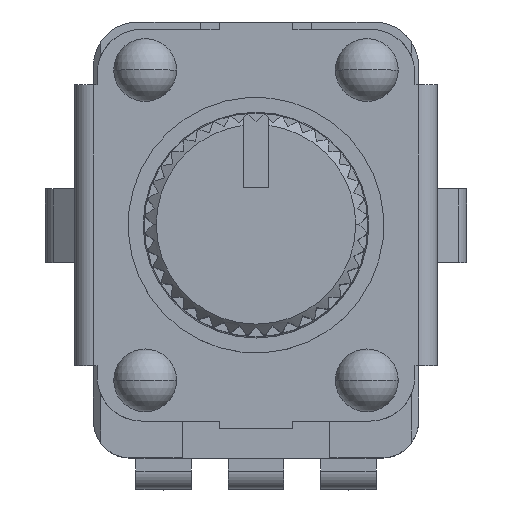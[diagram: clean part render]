
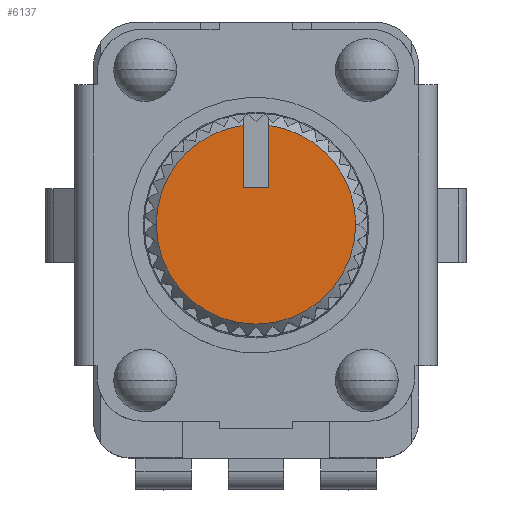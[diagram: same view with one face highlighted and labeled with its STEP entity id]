
A CAD part, top view. The second image highlights one B-rep face of the part: STEP entity #6137.
In plain terms, the highlighted face is planar.
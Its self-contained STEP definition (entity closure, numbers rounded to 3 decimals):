
#211 = ORIENTED_EDGE ( 'NONE', *, *, #15399, .F. ) ;
#243 = CARTESIAN_POINT ( 'NONE',  ( 0.35, 3.556, -13.5 ) ) ;
#395 = CARTESIAN_POINT ( 'NONE',  ( -0.35, 1., -13.5 ) ) ;
#655 = VERTEX_POINT ( 'NONE', #6464 ) ;
#802 = DIRECTION ( 'NONE',  ( -1., 0., 0. ) ) ;
#1688 = VECTOR ( 'NONE', #13829, 1000. ) ;
#2575 = CARTESIAN_POINT ( 'NONE',  ( 0., 0., -13.5 ) ) ;
#2619 = VECTOR ( 'NONE', #15529, 1000. ) ;
#2731 = CARTESIAN_POINT ( 'NONE',  ( 0.35, 1., -13.5 ) ) ;
#2914 = DIRECTION ( 'NONE',  ( 0., 0., -1. ) ) ;
#3303 = ORIENTED_EDGE ( 'NONE', *, *, #8966, .F. ) ;
#3479 = CARTESIAN_POINT ( 'NONE',  ( -0.35, 2.677, -13.5 ) ) ;
#3838 = EDGE_CURVE ( 'NONE', #655, #9738, #10785, .T. ) ;
#3930 = DIRECTION ( 'NONE',  ( -1., 0., 0. ) ) ;
#4238 = VERTEX_POINT ( 'NONE', #3479 ) ;
#4470 = VECTOR ( 'NONE', #6975, 1000. ) ;
#4583 = AXIS2_PLACEMENT_3D ( 'NONE', #11000, #2914, #12333 ) ;
#4642 = DIRECTION ( 'NONE',  ( 0., 0., 1. ) ) ;
#4794 = ORIENTED_EDGE ( 'NONE', *, *, #3838, .T. ) ;
#4801 = ORIENTED_EDGE ( 'NONE', *, *, #10757, .T. ) ;
#5645 = AXIS2_PLACEMENT_3D ( 'NONE', #2575, #12010, #3930 ) ;
#6137 = ADVANCED_FACE ( 'NONE', ( #11040 ), #16793, .F. ) ;
#6168 = LINE ( 'NONE', #395, #1688 ) ;
#6464 = CARTESIAN_POINT ( 'NONE',  ( 2.7, 0., -13.5 ) ) ;
#6975 = DIRECTION ( 'NONE',  ( 0., -1., 0. ) ) ;
#7046 = VERTEX_POINT ( 'NONE', #2731 ) ;
#7197 = ORIENTED_EDGE ( 'NONE', *, *, #13624, .T. ) ;
#7675 = CARTESIAN_POINT ( 'NONE',  ( 0.35, 2.677, -13.5 ) ) ;
#8879 = DIRECTION ( 'NONE',  ( 0., 0., -1. ) ) ;
#8966 = EDGE_CURVE ( 'NONE', #12710, #7046, #15687, .T. ) ;
#9244 = CIRCLE ( 'NONE', #10640, 2.7 ) ;
#9738 = VERTEX_POINT ( 'NONE', #9910 ) ;
#9910 = CARTESIAN_POINT ( 'NONE',  ( -2.7, 0., -13.5 ) ) ;
#10640 = AXIS2_PLACEMENT_3D ( 'NONE', #16995, #8879, #802 ) ;
#10757 = EDGE_CURVE ( 'NONE', #12710, #655, #12905, .T. ) ;
#10785 = CIRCLE ( 'NONE', #5645, 2.7 ) ;
#11000 = CARTESIAN_POINT ( 'NONE',  ( 0., 0., -13.5 ) ) ;
#11040 = FACE_OUTER_BOUND ( 'NONE', #17228, .T. ) ;
#11215 = ORIENTED_EDGE ( 'NONE', *, *, #17508, .F. ) ;
#11687 = AXIS2_PLACEMENT_3D ( 'NONE', #12758, #4642, #14115 ) ;
#12010 = DIRECTION ( 'NONE',  ( 0., 0., -1. ) ) ;
#12333 = DIRECTION ( 'NONE',  ( -1., 0., 0. ) ) ;
#12710 = VERTEX_POINT ( 'NONE', #7675 ) ;
#12758 = CARTESIAN_POINT ( 'NONE',  ( 0., 0., -13.5 ) ) ;
#12831 = CARTESIAN_POINT ( 'NONE',  ( -0.35, 3.556, -13.5 ) ) ;
#12905 = CIRCLE ( 'NONE', #4583, 2.7 ) ;
#13624 = EDGE_CURVE ( 'NONE', #9738, #4238, #9244, .T. ) ;
#13829 = DIRECTION ( 'NONE',  ( -1., 0., 0. ) ) ;
#14115 = DIRECTION ( 'NONE',  ( -1., 0., 0. ) ) ;
#14541 = VERTEX_POINT ( 'NONE', #15202 ) ;
#15202 = CARTESIAN_POINT ( 'NONE',  ( -0.35, 1., -13.5 ) ) ;
#15399 = EDGE_CURVE ( 'NONE', #7046, #14541, #6168, .T. ) ;
#15529 = DIRECTION ( 'NONE',  ( 0., 1., 0. ) ) ;
#15687 = LINE ( 'NONE', #243, #4470 ) ;
#16570 = LINE ( 'NONE', #12831, #2619 ) ;
#16793 = PLANE ( 'NONE',  #11687 ) ;
#16995 = CARTESIAN_POINT ( 'NONE',  ( 0., 0., -13.5 ) ) ;
#17228 = EDGE_LOOP ( 'NONE', ( #4801, #4794, #7197, #11215, #211, #3303 ) ) ;
#17508 = EDGE_CURVE ( 'NONE', #14541, #4238, #16570, .T. ) ;
